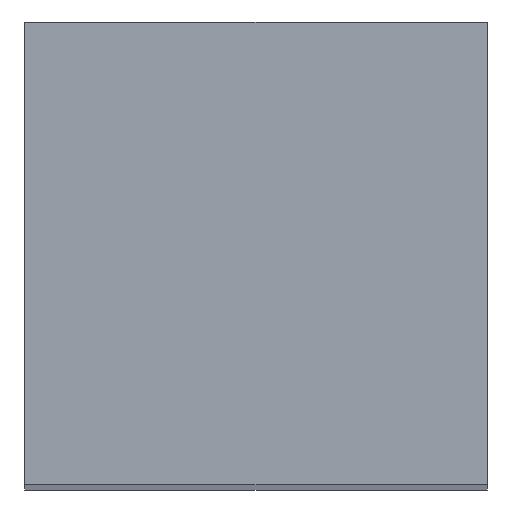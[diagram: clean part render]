
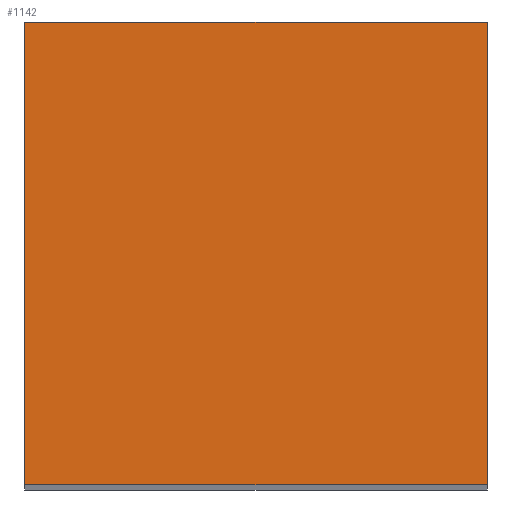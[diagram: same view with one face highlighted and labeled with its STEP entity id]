
A CAD part, top view. The second image highlights one B-rep face of the part: STEP entity #1142.
In plain terms, the highlighted planar face has unit normal (0, 0, 1).
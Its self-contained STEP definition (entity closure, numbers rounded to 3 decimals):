
#31 = VERTEX_POINT ( 'NONE', #783 ) ;
#35 = LINE ( 'NONE', #1053, #213 ) ;
#85 = VECTOR ( 'NONE', #599, 1000. ) ;
#102 = DIRECTION ( 'NONE',  ( 1., 0., 0. ) ) ;
#117 = DIRECTION ( 'NONE',  ( 0., 1., 0. ) ) ;
#131 = DIRECTION ( 'NONE',  ( -1., 0., 0. ) ) ;
#137 = ORIENTED_EDGE ( 'NONE', *, *, #674, .T. ) ;
#151 = DIRECTION ( 'NONE',  ( -1., 0., 0. ) ) ;
#180 = CARTESIAN_POINT ( 'NONE',  ( 0., 0., 193. ) ) ;
#189 = CARTESIAN_POINT ( 'NONE',  ( 0., 0., 193. ) ) ;
#208 = EDGE_CURVE ( 'NONE', #745, #384, #528, .T. ) ;
#213 = VECTOR ( 'NONE', #117, 1000. ) ;
#337 = ORIENTED_EDGE ( 'NONE', *, *, #208, .T. ) ;
#368 = CARTESIAN_POINT ( 'NONE',  ( 30., 0., 193. ) ) ;
#384 = VERTEX_POINT ( 'NONE', #368 ) ;
#528 = LINE ( 'NONE', #180, #797 ) ;
#599 = DIRECTION ( 'NONE',  ( 0., -1., 0. ) ) ;
#663 = VECTOR ( 'NONE', #131, 1000. ) ;
#674 = EDGE_CURVE ( 'NONE', #1357, #745, #922, .T. ) ;
#676 = CARTESIAN_POINT ( 'NONE',  ( 0., 0., 193. ) ) ;
#701 = PLANE ( 'NONE',  #998 ) ;
#715 = EDGE_LOOP ( 'NONE', ( #137, #337, #1051, #738 ) ) ;
#738 = ORIENTED_EDGE ( 'NONE', *, *, #945, .T. ) ;
#745 = VERTEX_POINT ( 'NONE', #935 ) ;
#783 = CARTESIAN_POINT ( 'NONE',  ( 30., 30., 193. ) ) ;
#797 = VECTOR ( 'NONE', #102, 1000. ) ;
#873 = CARTESIAN_POINT ( 'NONE',  ( 0., 30., 193. ) ) ;
#922 = LINE ( 'NONE', #189, #85 ) ;
#935 = CARTESIAN_POINT ( 'NONE',  ( 0., 0., 193. ) ) ;
#945 = EDGE_CURVE ( 'NONE', #31, #1357, #1186, .T. ) ;
#998 = AXIS2_PLACEMENT_3D ( 'NONE', #676, #1328, #151 ) ;
#1051 = ORIENTED_EDGE ( 'NONE', *, *, #1313, .T. ) ;
#1053 = CARTESIAN_POINT ( 'NONE',  ( 30., 0., 193. ) ) ;
#1059 = CARTESIAN_POINT ( 'NONE',  ( 0., 30., 193. ) ) ;
#1142 = ADVANCED_FACE ( 'NONE', ( #1212 ), #701, .F. ) ;
#1186 = LINE ( 'NONE', #873, #663 ) ;
#1212 = FACE_OUTER_BOUND ( 'NONE', #715, .T. ) ;
#1313 = EDGE_CURVE ( 'NONE', #384, #31, #35, .T. ) ;
#1328 = DIRECTION ( 'NONE',  ( 0., 0., -1. ) ) ;
#1357 = VERTEX_POINT ( 'NONE', #1059 ) ;
